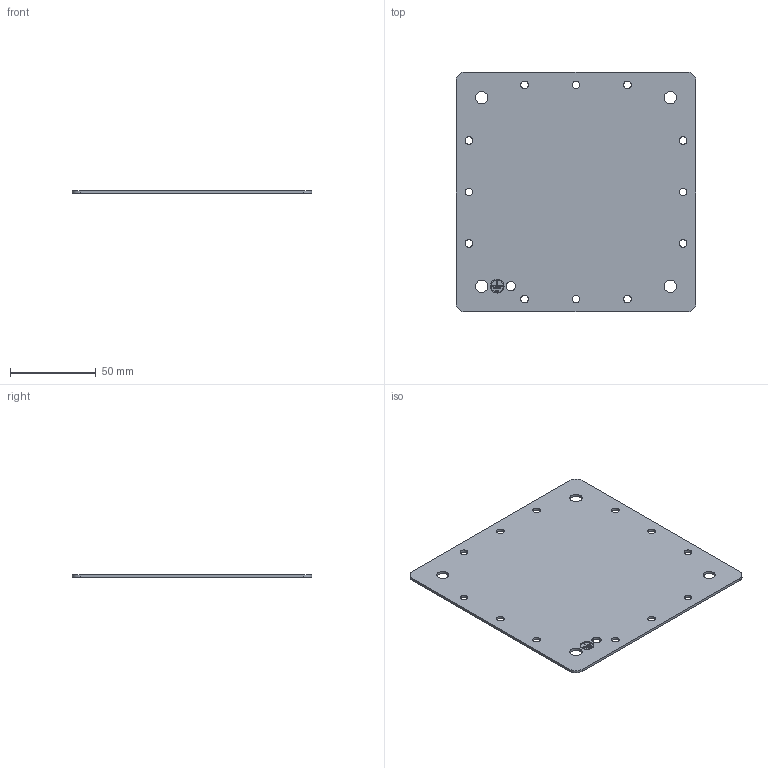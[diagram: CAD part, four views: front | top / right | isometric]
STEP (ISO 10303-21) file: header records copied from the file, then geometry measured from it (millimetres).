
FILE_DESCRIPTION(('CATIA V5 STEP Exchange','CAx-IF Rec.Pracs.--- Model Styling and Organization---1.4--- 2014-01-23'),'2;1');
FILE_NAME ('1337190-9_0_8000074314_8000074314_MOPL_KEBX_200x200_H_S3D.stp','2021-04-13T11:32:27+00:00',('none'),('Weidmueller'),'CATIA Version 5-6 Release 2016 SP3 HF44','CATIA V5 STEP AP214','none');
FILE_SCHEMA(('AUTOMOTIVE_DESIGN { 1 0 10303 214 1 1 1 1 }'));
Length unit declared in the file: millimetre
Products named in the file (1): 8000074314_MOPL_KEBX_200x200_H_S3D
Bounding box: 140 x 140 x 1.5 mm (x, y, z)
Volume: 28800.1 mm3; surface area: 39653.5 mm2
Topology: 1 solids, 1 shells, 69 faces, 186 edges, 124 vertices
Faces by surface type: cylinder 42, plane 27
Entity records: 2257 total; most frequent: CARTESIAN_POINT 438, ORIENTED_EDGE 372, DIRECTION 319, EDGE_CURVE 186, AXIS2_PLACEMENT_3D 149, VERTEX_POINT 124, EDGE_LOOP 108, VECTOR 102
